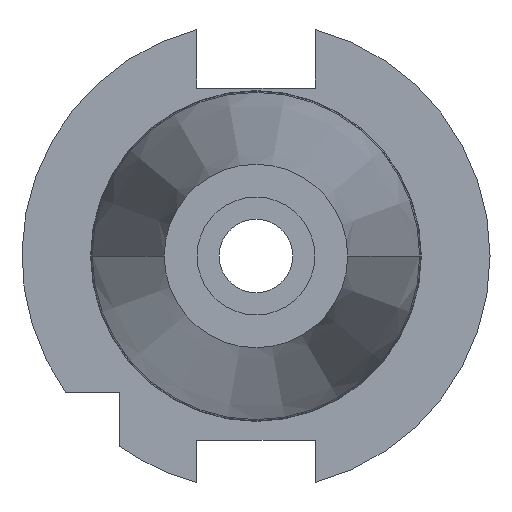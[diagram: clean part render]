
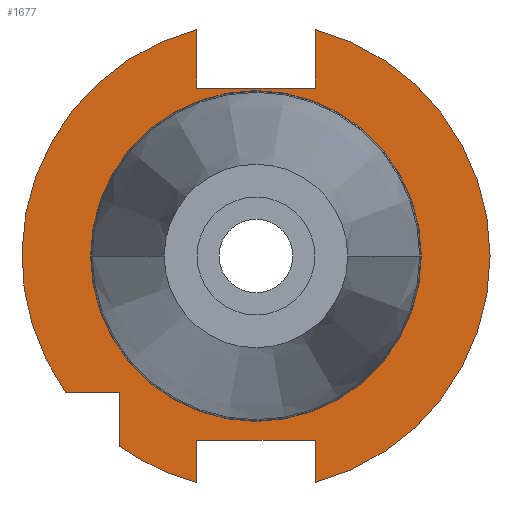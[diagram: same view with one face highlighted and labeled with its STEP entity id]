
A CAD part, left-side view. The second image highlights one B-rep face of the part: STEP entity #1677.
In plain terms, the highlighted planar face has unit normal (-1, 0, 0).
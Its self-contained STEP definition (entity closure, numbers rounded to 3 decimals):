
#417=CARTESIAN_POINT('',(3.2,0.,0.));
#418=DIRECTION('',(1.,0.,0.));
#419=DIRECTION('',(0.,1.,0.));
#420=AXIS2_PLACEMENT_3D('',#417,#418,#419);
#439=CARTESIAN_POINT('',(3.2,0.,0.));
#440=DIRECTION('',(-1.,0.,0.));
#441=DIRECTION('',(0.,1.,0.));
#442=AXIS2_PLACEMENT_3D('',#439,#440,#441);
#447=DIRECTION('',(0.,-1.,0.));
#448=VECTOR('',#447,7.334);
#449=CARTESIAN_POINT('',(3.2,25.834,-18.5));
#450=LINE('',#449,#448);
#454=DIRECTION('',(0.,0.,-1.));
#455=VECTOR('',#454,7.938);
#456=CARTESIAN_POINT('',(3.2,8.05,30.738));
#457=LINE('',#456,#455);
#461=DIRECTION('',(0.,1.,0.));
#462=VECTOR('',#461,16.1);
#463=CARTESIAN_POINT('',(3.2,-8.05,22.8));
#464=LINE('',#463,#462);
#468=DIRECTION('',(0.,0.,-1.));
#469=VECTOR('',#468,7.938);
#470=CARTESIAN_POINT('',(3.2,-8.05,30.738));
#471=LINE('',#470,#469);
#475=DIRECTION('',(0.,0.,1.));
#476=VECTOR('',#475,5.738);
#477=CARTESIAN_POINT('',(3.2,-8.05,-30.738));
#478=LINE('',#477,#476);
#482=DIRECTION('',(0.,1.,0.));
#483=VECTOR('',#482,16.1);
#484=CARTESIAN_POINT('',(3.2,-8.05,-25.));
#485=LINE('',#484,#483);
#489=DIRECTION('',(0.,0.,1.));
#490=VECTOR('',#489,5.738);
#491=CARTESIAN_POINT('',(3.2,8.05,-30.738));
#492=LINE('',#491,#490);
#496=DIRECTION('',(0.,0.,1.));
#497=VECTOR('',#496,7.334);
#498=CARTESIAN_POINT('',(3.2,18.5,-25.834));
#499=LINE('',#498,#497);
#963=CARTESIAN_POINT('',(3.2,0.,0.));
#964=DIRECTION('',(-1.,0.,0.));
#965=DIRECTION('',(0.,-0.253,-0.967));
#966=AXIS2_PLACEMENT_3D('',#963,#964,#965);
#1008=CARTESIAN_POINT('',(3.2,0.,0.));
#1009=DIRECTION('',(-1.,0.,0.));
#1010=DIRECTION('',(0.,0.253,0.967));
#1011=AXIS2_PLACEMENT_3D('',#1008,#1009,#1010);
#1023=CARTESIAN_POINT('',(3.2,0.,0.));
#1024=DIRECTION('',(-1.,0.,0.));
#1025=DIRECTION('',(0.,0.582,-0.813));
#1026=AXIS2_PLACEMENT_3D('',#1023,#1024,#1025);
#1090=CARTESIAN_POINT('',(3.2,22.334,0.));
#1092=VERTEX_POINT('',#1090);
#1100=CARTESIAN_POINT('',(3.2,-22.334,0.));
#1102=VERTEX_POINT('',#1100);
#1126=CARTESIAN_POINT('',(3.2,8.05,30.738));
#1127=VERTEX_POINT('',#1126);
#1128=CARTESIAN_POINT('',(3.2,-8.05,30.738));
#1129=VERTEX_POINT('',#1128);
#1130=CARTESIAN_POINT('',(3.2,-8.05,22.8));
#1131=CARTESIAN_POINT('',(3.2,8.05,22.8));
#1132=VERTEX_POINT('',#1130);
#1133=VERTEX_POINT('',#1131);
#1164=CARTESIAN_POINT('',(3.2,8.05,-30.738));
#1165=VERTEX_POINT('',#1164);
#1166=CARTESIAN_POINT('',(3.2,-8.05,-30.738));
#1167=VERTEX_POINT('',#1166);
#1168=CARTESIAN_POINT('',(3.2,-8.05,-25.));
#1169=CARTESIAN_POINT('',(3.2,8.05,-25.));
#1170=VERTEX_POINT('',#1168);
#1171=VERTEX_POINT('',#1169);
#1196=CARTESIAN_POINT('',(3.2,25.834,-18.5));
#1197=VERTEX_POINT('',#1196);
#1198=CARTESIAN_POINT('',(3.2,18.5,-25.834));
#1199=VERTEX_POINT('',#1198);
#1200=CARTESIAN_POINT('',(3.2,18.5,-18.5));
#1201=VERTEX_POINT('',#1200);
#1644=CARTESIAN_POINT('',(3.2,0.,0.));
#1645=DIRECTION('',(1.,0.,0.));
#1646=DIRECTION('',(0.,-1.,0.));
#1647=AXIS2_PLACEMENT_3D('',#1644,#1645,#1646);
#1648=PLANE('',#1647);
#1650=ORIENTED_EDGE('',*,*,#1649,.F.);
#1652=ORIENTED_EDGE('',*,*,#1651,.F.);
#1654=ORIENTED_EDGE('',*,*,#1653,.T.);
#1656=ORIENTED_EDGE('',*,*,#1655,.F.);
#1658=ORIENTED_EDGE('',*,*,#1657,.F.);
#1660=ORIENTED_EDGE('',*,*,#1659,.F.);
#1662=ORIENTED_EDGE('',*,*,#1661,.T.);
#1664=ORIENTED_EDGE('',*,*,#1663,.T.);
#1666=ORIENTED_EDGE('',*,*,#1665,.F.);
#1668=ORIENTED_EDGE('',*,*,#1667,.F.);
#1670=ORIENTED_EDGE('',*,*,#1669,.T.);
#1671=EDGE_LOOP('',(#1650,#1652,#1654,#1656,#1658,#1660,#1662,#1664,#1666,#1668,
#1670));
#1672=FACE_OUTER_BOUND('',#1671,.F.);
#1673=ORIENTED_EDGE('',*,*,#1639,.T.);
#1674=ORIENTED_EDGE('',*,*,#1623,.F.);
#1675=EDGE_LOOP('',(#1673,#1674));
#1676=FACE_BOUND('',#1675,.F.);
#421=CIRCLE('',#420,22.334);
#443=CIRCLE('',#442,22.334);
#967=CIRCLE('',#966,31.775);
#1012=CIRCLE('',#1011,31.775);
#1027=CIRCLE('',#1026,31.775);
#1623=EDGE_CURVE('',#1092,#1102,#421,.T.);
#1639=EDGE_CURVE('',#1092,#1102,#443,.T.);
#1649=EDGE_CURVE('',#1197,#1201,#450,.T.);
#1651=EDGE_CURVE('',#1127,#1197,#1012,.T.);
#1653=EDGE_CURVE('',#1127,#1133,#457,.T.);
#1655=EDGE_CURVE('',#1132,#1133,#464,.T.);
#1657=EDGE_CURVE('',#1129,#1132,#471,.T.);
#1659=EDGE_CURVE('',#1167,#1129,#967,.T.);
#1661=EDGE_CURVE('',#1167,#1170,#478,.T.);
#1663=EDGE_CURVE('',#1170,#1171,#485,.T.);
#1665=EDGE_CURVE('',#1165,#1171,#492,.T.);
#1667=EDGE_CURVE('',#1199,#1165,#1027,.T.);
#1669=EDGE_CURVE('',#1199,#1201,#499,.T.);
#1677=ADVANCED_FACE('',(#1672,#1676),#1648,.F.);
